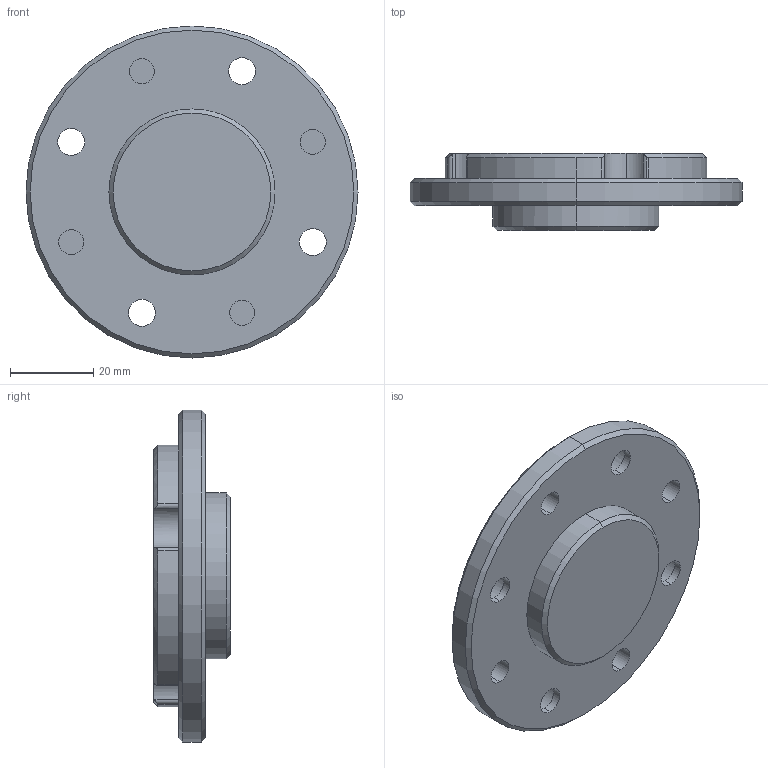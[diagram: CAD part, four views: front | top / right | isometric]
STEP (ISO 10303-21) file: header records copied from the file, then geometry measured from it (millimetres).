
FILE_DESCRIPTION (( 'STEP AP214' ), '1' );
FILE_NAME ('101519.step', '2019-02-04T09:32:00', ( '' ), ( '' ), 'SwSTEP 2.0', 'SolidWorks 2018', '' );
FILE_SCHEMA (( 'AUTOMOTIVE_DESIGN' ));
Length unit declared in the file: millimetre
Products named in the file (1): 101519
Bounding box: 80 x 18.5 x 80 mm (x, y, z)
Volume: 49595.8 mm3; surface area: 15225.3 mm2
Topology: 1 solids, 1 shells, 116 faces, 287 edges, 177 vertices
Faces by surface type: cylinder 55, cone 33, plane 21, bspline 7
Entity records: 3997 total; most frequent: CARTESIAN_POINT 1126, DIRECTION 597, ORIENTED_EDGE 554, EDGE_CURVE 277, AXIS2_PLACEMENT_3D 242, VERTEX_POINT 177, EDGE_LOOP 138, CIRCLE 132
